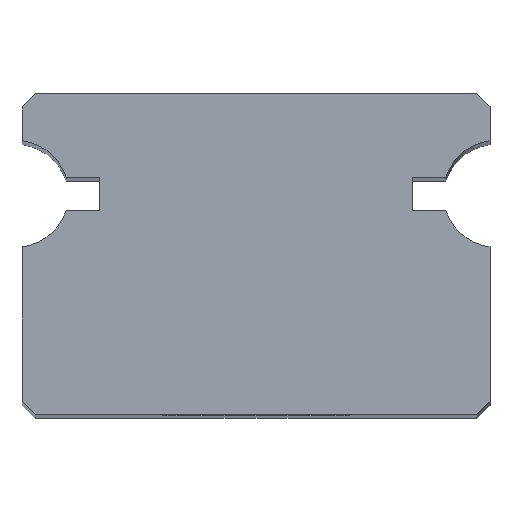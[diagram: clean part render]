
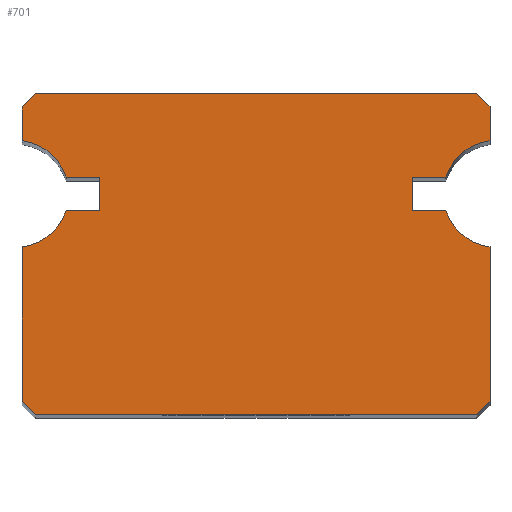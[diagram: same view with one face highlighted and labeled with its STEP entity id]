
A CAD part, top view. The second image highlights one B-rep face of the part: STEP entity #701.
In plain terms, the highlighted planar face has unit normal (0, 0, 1).
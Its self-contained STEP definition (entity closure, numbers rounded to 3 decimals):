
#63=FACE_OUTER_BOUND('',#105,.T.);
#105=EDGE_LOOP('',(#591,#592,#593,#594,#595,#596,#597,#598,#599,#600,#601,
#602,#603,#604,#605,#606,#607,#608,#609,#610));
#128=CIRCLE('',#751,0.8);
#129=CIRCLE('',#754,0.8);
#136=CIRCLE('',#766,0.8);
#137=CIRCLE('',#775,0.8);
#172=LINE('',#1080,#240);
#175=LINE('',#1085,#243);
#177=LINE('',#1090,#245);
#180=LINE('',#1100,#248);
#183=LINE('',#1112,#251);
#187=LINE('',#1123,#255);
#190=LINE('',#1128,#258);
#195=LINE('',#1152,#263);
#197=LINE('',#1156,#265);
#198=LINE('',#1158,#266);
#200=LINE('',#1162,#268);
#201=LINE('',#1164,#269);
#203=LINE('',#1168,#271);
#205=LINE('',#1172,#273);
#207=LINE('',#1178,#275);
#208=LINE('',#1181,#276);
#240=VECTOR('',#840,0.5);
#243=VECTOR('',#845,0.5);
#245=VECTOR('',#849,6.6);
#248=VECTOR('',#860,0.5);
#251=VECTOR('',#877,0.506);
#255=VECTOR('',#887,0.283);
#258=VECTOR('',#892,0.506);
#263=VECTOR('',#919,0.5);
#265=VECTOR('',#923,0.5);
#266=VECTOR('',#926,0.5);
#268=VECTOR('',#930,2.306);
#269=VECTOR('',#933,0.283);
#271=VECTOR('',#937,0.283);
#273=VECTOR('',#941,2.306);
#275=VECTOR('',#949,0.283);
#276=VECTOR('',#954,6.6);
#319=VERTEX_POINT('',#1077);
#320=VERTEX_POINT('',#1079);
#321=VERTEX_POINT('',#1083);
#322=VERTEX_POINT('',#1087);
#323=VERTEX_POINT('',#1089);
#326=VERTEX_POINT('',#1098);
#327=VERTEX_POINT('',#1106);
#328=VERTEX_POINT('',#1110);
#329=VERTEX_POINT('',#1114);
#330=VERTEX_POINT('',#1116);
#331=VERTEX_POINT('',#1120);
#332=VERTEX_POINT('',#1122);
#333=VERTEX_POINT('',#1126);
#340=VERTEX_POINT('',#1146);
#341=VERTEX_POINT('',#1150);
#342=VERTEX_POINT('',#1154);
#343=VERTEX_POINT('',#1160);
#344=VERTEX_POINT('',#1166);
#345=VERTEX_POINT('',#1170);
#346=VERTEX_POINT('',#1176);
#386=EDGE_CURVE('',#320,#319,#172,.T.);
#389=EDGE_CURVE('',#319,#321,#175,.T.);
#391=EDGE_CURVE('',#323,#322,#177,.T.);
#397=EDGE_CURVE('',#321,#326,#180,.T.);
#401=EDGE_CURVE('',#326,#327,#128,.T.);
#403=EDGE_CURVE('',#327,#328,#183,.T.);
#405=EDGE_CURVE('',#330,#329,#129,.T.);
#408=EDGE_CURVE('',#332,#331,#187,.T.);
#411=EDGE_CURVE('',#331,#333,#190,.T.);
#421=EDGE_CURVE('',#333,#340,#136,.T.);
#423=EDGE_CURVE('',#340,#341,#195,.T.);
#425=EDGE_CURVE('',#341,#342,#197,.T.);
#426=EDGE_CURVE('',#342,#330,#198,.T.);
#428=EDGE_CURVE('',#329,#343,#200,.T.);
#429=EDGE_CURVE('',#343,#323,#201,.T.);
#431=EDGE_CURVE('',#322,#344,#203,.T.);
#433=EDGE_CURVE('',#344,#345,#205,.T.);
#434=EDGE_CURVE('',#345,#320,#137,.T.);
#436=EDGE_CURVE('',#328,#346,#207,.T.);
#438=EDGE_CURVE('',#346,#332,#208,.T.);
#591=ORIENTED_EDGE('',*,*,#421,.T.);
#592=ORIENTED_EDGE('',*,*,#423,.T.);
#593=ORIENTED_EDGE('',*,*,#425,.T.);
#594=ORIENTED_EDGE('',*,*,#426,.T.);
#595=ORIENTED_EDGE('',*,*,#405,.T.);
#596=ORIENTED_EDGE('',*,*,#428,.T.);
#597=ORIENTED_EDGE('',*,*,#429,.T.);
#598=ORIENTED_EDGE('',*,*,#391,.T.);
#599=ORIENTED_EDGE('',*,*,#431,.T.);
#600=ORIENTED_EDGE('',*,*,#433,.T.);
#601=ORIENTED_EDGE('',*,*,#434,.T.);
#602=ORIENTED_EDGE('',*,*,#386,.T.);
#603=ORIENTED_EDGE('',*,*,#389,.T.);
#604=ORIENTED_EDGE('',*,*,#397,.T.);
#605=ORIENTED_EDGE('',*,*,#401,.T.);
#606=ORIENTED_EDGE('',*,*,#403,.T.);
#607=ORIENTED_EDGE('',*,*,#436,.T.);
#608=ORIENTED_EDGE('',*,*,#438,.T.);
#609=ORIENTED_EDGE('',*,*,#408,.T.);
#610=ORIENTED_EDGE('',*,*,#411,.T.);
#671=PLANE('',#781);
#701=ADVANCED_FACE('',(#63),#671,.F.);
#751=AXIS2_PLACEMENT_3D('',#1108,#872,#873);
#754=AXIS2_PLACEMENT_3D('',#1117,#881,#882);
#766=AXIS2_PLACEMENT_3D('',#1148,#914,#915);
#775=AXIS2_PLACEMENT_3D('',#1174,#944,#945);
#781=AXIS2_PLACEMENT_3D('',#1186,#959,#960);
#840=DIRECTION('',(-1.,0.,0.));
#845=DIRECTION('',(0.,1.,0.));
#849=DIRECTION('',(1.,0.,0.));
#860=DIRECTION('',(1.,0.,0.));
#872=DIRECTION('center_axis',(0.,0.,-1.));
#873=DIRECTION('ref_axis',(1.,0.,0.));
#877=DIRECTION('',(0.,1.,0.));
#881=DIRECTION('center_axis',(0.,0.,-1.));
#882=DIRECTION('ref_axis',(-1.,0.,0.));
#887=DIRECTION('',(-0.707,-0.707,0.));
#892=DIRECTION('',(0.,-1.,0.));
#914=DIRECTION('center_axis',(0.,0.,-1.));
#915=DIRECTION('ref_axis',(-1.,0.,0.));
#919=DIRECTION('',(1.,0.,0.));
#923=DIRECTION('',(0.,-1.,0.));
#926=DIRECTION('',(-1.,0.,0.));
#930=DIRECTION('',(0.,-1.,0.));
#933=DIRECTION('',(0.707,-0.707,0.));
#937=DIRECTION('',(0.707,0.707,0.));
#941=DIRECTION('',(0.,1.,0.));
#944=DIRECTION('center_axis',(0.,0.,-1.));
#945=DIRECTION('ref_axis',(1.,0.,0.));
#949=DIRECTION('',(-0.707,0.707,0.));
#954=DIRECTION('',(-1.,0.,0.));
#959=DIRECTION('center_axis',(0.,0.,-1.));
#960=DIRECTION('ref_axis',(-1.,0.,0.));
#1077=CARTESIAN_POINT('',(2.34,0.65,250.));
#1079=CARTESIAN_POINT('',(2.84,0.65,250.));
#1080=CARTESIAN_POINT('',(2.84,0.65,250.));
#1083=CARTESIAN_POINT('',(2.34,1.15,250.));
#1085=CARTESIAN_POINT('',(2.34,0.65,250.));
#1087=CARTESIAN_POINT('',(3.3,-2.4,250.));
#1089=CARTESIAN_POINT('',(-3.3,-2.4,250.));
#1090=CARTESIAN_POINT('',(-3.3,-2.4,250.));
#1098=CARTESIAN_POINT('',(2.84,1.15,250.));
#1100=CARTESIAN_POINT('',(2.34,1.15,250.));
#1106=CARTESIAN_POINT('',(3.5,1.694,250.));
#1108=CARTESIAN_POINT('Origin',(3.6,0.9,250.));
#1110=CARTESIAN_POINT('',(3.5,2.2,250.));
#1112=CARTESIAN_POINT('',(3.5,1.694,250.));
#1114=CARTESIAN_POINT('',(-3.5,0.106,250.));
#1116=CARTESIAN_POINT('',(-2.84,0.65,250.));
#1117=CARTESIAN_POINT('Origin',(-3.6,0.9,250.));
#1120=CARTESIAN_POINT('',(-3.5,2.2,250.));
#1122=CARTESIAN_POINT('',(-3.3,2.4,250.));
#1123=CARTESIAN_POINT('',(-3.3,2.4,250.));
#1126=CARTESIAN_POINT('',(-3.5,1.694,250.));
#1128=CARTESIAN_POINT('',(-3.5,2.2,250.));
#1146=CARTESIAN_POINT('',(-2.84,1.15,250.));
#1148=CARTESIAN_POINT('Origin',(-3.6,0.9,250.));
#1150=CARTESIAN_POINT('',(-2.34,1.15,250.));
#1152=CARTESIAN_POINT('',(-2.84,1.15,250.));
#1154=CARTESIAN_POINT('',(-2.34,0.65,250.));
#1156=CARTESIAN_POINT('',(-2.34,1.15,250.));
#1158=CARTESIAN_POINT('',(-2.34,0.65,250.));
#1160=CARTESIAN_POINT('',(-3.5,-2.2,250.));
#1162=CARTESIAN_POINT('',(-3.5,0.106,250.));
#1164=CARTESIAN_POINT('',(-3.5,-2.2,250.));
#1166=CARTESIAN_POINT('',(3.5,-2.2,250.));
#1168=CARTESIAN_POINT('',(3.3,-2.4,250.));
#1170=CARTESIAN_POINT('',(3.5,0.106,250.));
#1172=CARTESIAN_POINT('',(3.5,-2.2,250.));
#1174=CARTESIAN_POINT('Origin',(3.6,0.9,250.));
#1176=CARTESIAN_POINT('',(3.3,2.4,250.));
#1178=CARTESIAN_POINT('',(3.5,2.2,250.));
#1181=CARTESIAN_POINT('',(3.3,2.4,250.));
#1186=CARTESIAN_POINT('Origin',(-3.6,0.9,250.));
